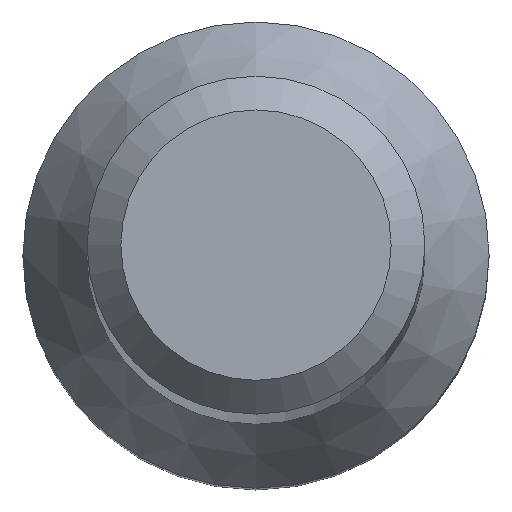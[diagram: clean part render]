
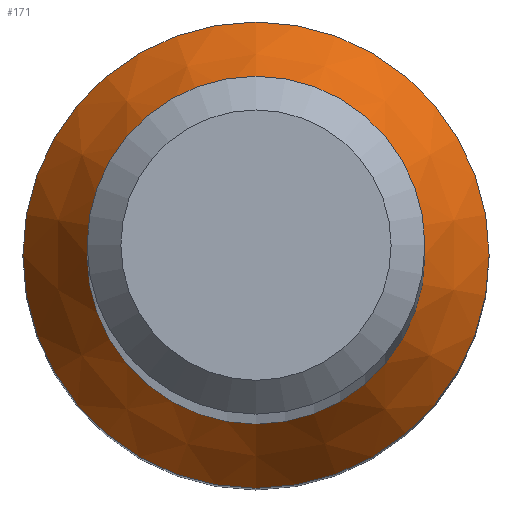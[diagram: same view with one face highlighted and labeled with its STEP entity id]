
A CAD part, top view. The second image highlights one B-rep face of the part: STEP entity #171.
In plain terms, the highlighted conical face has half-angle 30 degrees and reference radius 2.76 mm.
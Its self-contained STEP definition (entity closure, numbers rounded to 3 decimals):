
#3 = CARTESIAN_POINT ( 'NONE',  ( 0., 0., 12. ) ) ;
#4 = VERTEX_POINT ( 'NONE', #47 ) ;
#31 = CIRCLE ( 'NONE', #236, 2. ) ;
#36 = CARTESIAN_POINT ( 'NONE',  ( 0., 0., 13.316 ) ) ;
#43 = CIRCLE ( 'NONE', #52, 2.76 ) ;
#47 = CARTESIAN_POINT ( 'NONE',  ( 0., 2., 13.316 ) ) ;
#52 = AXIS2_PLACEMENT_3D ( 'NONE', #134, #79, #151 ) ;
#77 = AXIS2_PLACEMENT_3D ( 'NONE', #3, #147, #131 ) ;
#79 = DIRECTION ( 'NONE',  ( 0., 0., -1. ) ) ;
#131 = DIRECTION ( 'NONE',  ( 0., 1., 0. ) ) ;
#134 = CARTESIAN_POINT ( 'NONE',  ( 0., 0., 12. ) ) ;
#136 = VERTEX_POINT ( 'NONE', #213 ) ;
#138 = ORIENTED_EDGE ( 'NONE', *, *, #233, .F. ) ;
#139 = EDGE_CURVE ( 'NONE', #4, #4, #31, .T. ) ;
#145 = DIRECTION ( 'NONE',  ( 0., 1., 0. ) ) ;
#147 = DIRECTION ( 'NONE',  ( 0., 0., -1. ) ) ;
#151 = DIRECTION ( 'NONE',  ( 0., 1., 0. ) ) ;
#155 = ORIENTED_EDGE ( 'NONE', *, *, #139, .T. ) ;
#166 = FACE_OUTER_BOUND ( 'NONE', #173, .T. ) ;
#168 = CONICAL_SURFACE ( 'NONE', #77, 2.76, 0.524 ) ;
#169 = DIRECTION ( 'NONE',  ( 0., 0., -1. ) ) ;
#171 = ADVANCED_FACE ( 'NONE', ( #182, #166 ), #168, .T. ) ;
#173 = EDGE_LOOP ( 'NONE', ( #138 ) ) ;
#178 = EDGE_LOOP ( 'NONE', ( #155 ) ) ;
#182 = FACE_BOUND ( 'NONE', #178, .T. ) ;
#213 = CARTESIAN_POINT ( 'NONE',  ( 0., 2.76, 12. ) ) ;
#233 = EDGE_CURVE ( 'NONE', #136, #136, #43, .T. ) ;
#236 = AXIS2_PLACEMENT_3D ( 'NONE', #36, #169, #145 ) ;
